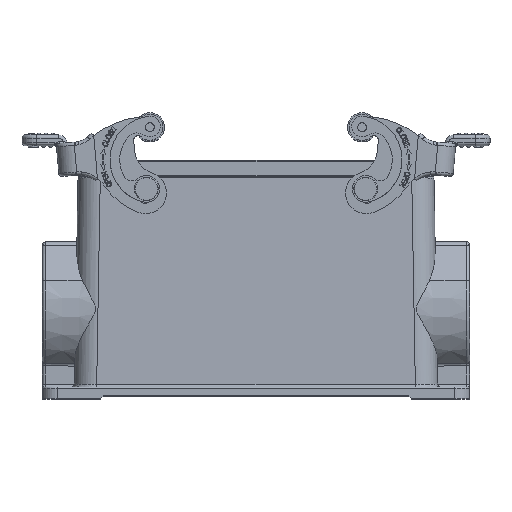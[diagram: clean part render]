
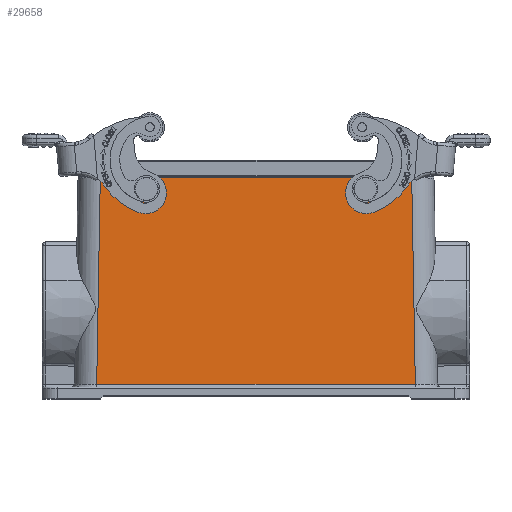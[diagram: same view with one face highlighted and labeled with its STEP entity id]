
A CAD part, top view. The second image highlights one B-rep face of the part: STEP entity #29658.
In plain terms, the highlighted planar face has unit normal (0, 0.018, 1).
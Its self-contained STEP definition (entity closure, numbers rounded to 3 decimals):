
#4190=DIRECTION('',(0.017,-1.,0.017));
#4191=VECTOR('',#4190,69.547);
#4192=CARTESIAN_POINT('',(125.51,74.509,-6.491));
#4193=LINE('',#4192,#4191);
#4194=DIRECTION('',(0.017,1.,-0.017));
#4195=VECTOR('',#4194,69.547);
#4196=CARTESIAN_POINT('',(19.277,4.983,-5.278));
#4197=LINE('',#4196,#4195);
#4198=CARTESIAN_POINT('',(33.682,70.597,-6.423));
#4199=CARTESIAN_POINT('',(33.7,70.342,-6.419));
#4200=CARTESIAN_POINT('',(33.813,69.866,-6.41));
#4201=CARTESIAN_POINT('',(34.203,69.225,-6.399));
#4202=CARTESIAN_POINT('',(34.769,68.742,-6.391));
#4203=CARTESIAN_POINT('',(35.464,68.459,-6.386));
#4204=CARTESIAN_POINT('',(35.951,68.422,-6.385));
#4205=CARTESIAN_POINT('',(36.206,68.445,-6.386));
#4207=CARTESIAN_POINT('',(36.206,68.445,-6.386));
#4208=CARTESIAN_POINT('',(36.46,68.467,-6.386));
#4209=CARTESIAN_POINT('',(36.933,68.589,-6.388));
#4210=CARTESIAN_POINT('',(37.566,68.99,-6.395));
#4211=CARTESIAN_POINT('',(38.038,69.563,-6.405));
#4212=CARTESIAN_POINT('',(38.309,70.261,-6.417));
#4213=CARTESIAN_POINT('',(38.338,70.748,-6.426));
#4214=CARTESIAN_POINT('',(38.311,71.002,-6.43));
#4216=CARTESIAN_POINT('',(38.311,71.002,-6.43));
#4217=CARTESIAN_POINT('',(38.285,71.25,-6.435));
#4218=CARTESIAN_POINT('',(38.16,71.711,-6.443));
#4219=CARTESIAN_POINT('',(37.765,72.328,-6.453));
#4220=CARTESIAN_POINT('',(37.206,72.79,-6.461));
#4221=CARTESIAN_POINT('',(36.526,73.061,-6.466));
#4222=CARTESIAN_POINT('',(36.049,73.096,-6.467));
#4223=CARTESIAN_POINT('',(35.801,73.075,-6.466));
#4225=CARTESIAN_POINT('',(35.801,73.075,-6.466));
#4226=CARTESIAN_POINT('',(35.552,73.053,-6.466));
#4227=CARTESIAN_POINT('',(35.088,72.937,-6.464));
#4228=CARTESIAN_POINT('',(34.463,72.552,-6.457));
#4229=CARTESIAN_POINT('',(33.99,72.,-6.448));
#4230=CARTESIAN_POINT('',(33.708,71.323,-6.436));
#4231=CARTESIAN_POINT('',(33.665,70.846,-6.428));
#4232=CARTESIAN_POINT('',(33.682,70.597,-6.423));
#4234=CARTESIAN_POINT('',(107.689,71.002,-6.43));
#4235=CARTESIAN_POINT('',(107.662,70.748,-6.426));
#4236=CARTESIAN_POINT('',(107.691,70.261,-6.417));
#4237=CARTESIAN_POINT('',(107.962,69.563,-6.405));
#4238=CARTESIAN_POINT('',(108.434,68.99,-6.395));
#4239=CARTESIAN_POINT('',(109.067,68.589,-6.388));
#4240=CARTESIAN_POINT('',(109.54,68.467,-6.386));
#4241=CARTESIAN_POINT('',(109.794,68.445,-6.386));
#4243=CARTESIAN_POINT('',(109.794,68.445,-6.386));
#4244=CARTESIAN_POINT('',(110.049,68.422,-6.385));
#4245=CARTESIAN_POINT('',(110.536,68.459,-6.386));
#4246=CARTESIAN_POINT('',(111.232,68.742,-6.391));
#4247=CARTESIAN_POINT('',(111.797,69.225,-6.399));
#4248=CARTESIAN_POINT('',(112.187,69.866,-6.41));
#4249=CARTESIAN_POINT('',(112.3,70.342,-6.419));
#4250=CARTESIAN_POINT('',(112.318,70.597,-6.423));
#4252=CARTESIAN_POINT('',(112.318,70.597,-6.423));
#4253=CARTESIAN_POINT('',(112.335,70.846,-6.428));
#4254=CARTESIAN_POINT('',(112.292,71.323,-6.436));
#4255=CARTESIAN_POINT('',(112.01,72.,-6.448));
#4256=CARTESIAN_POINT('',(111.537,72.553,-6.457));
#4257=CARTESIAN_POINT('',(110.912,72.937,-6.464));
#4258=CARTESIAN_POINT('',(110.448,73.053,-6.466));
#4259=CARTESIAN_POINT('',(110.199,73.075,-6.466));
#4261=CARTESIAN_POINT('',(110.199,73.075,-6.466));
#4262=CARTESIAN_POINT('',(109.951,73.096,-6.467));
#4263=CARTESIAN_POINT('',(109.474,73.061,-6.466));
#4264=CARTESIAN_POINT('',(108.794,72.79,-6.461));
#4265=CARTESIAN_POINT('',(108.234,72.328,-6.453));
#4266=CARTESIAN_POINT('',(107.84,71.711,-6.443));
#4267=CARTESIAN_POINT('',(107.715,71.25,-6.435));
#4268=CARTESIAN_POINT('',(107.689,71.002,-6.43));
#5844=DIRECTION('',(1.,0.,0.));
#5845=VECTOR('',#5844,107.447);
#5846=CARTESIAN_POINT('',(19.277,4.983,-5.278));
#5847=LINE('',#5846,#5845);
#7503=DIRECTION('',(-1.,0.,0.));
#7504=VECTOR('',#7503,105.019);
#7505=CARTESIAN_POINT('',(125.51,74.509,-6.491));
#7506=LINE('',#7505,#7504);
#20770=CARTESIAN_POINT('',(19.277,4.983,
-5.278));
#20771=CARTESIAN_POINT('',(20.49,74.509,
-6.491));
#20772=VERTEX_POINT('',#20770);
#20773=VERTEX_POINT('',#20771);
#20779=CARTESIAN_POINT('',(125.51,74.509,
-6.491));
#20780=CARTESIAN_POINT('',(126.723,4.983,
-5.278));
#20781=VERTEX_POINT('',#20779);
#20782=VERTEX_POINT('',#20780);
#20783=VERTEX_POINT('',#4198);
#20784=VERTEX_POINT('',#4205);
#20785=VERTEX_POINT('',#4214);
#20786=VERTEX_POINT('',#4223);
#20787=VERTEX_POINT('',#4234);
#20788=VERTEX_POINT('',#4241);
#20789=VERTEX_POINT('',#4250);
#20790=VERTEX_POINT('',#4259);
#29624=CARTESIAN_POINT('',(73.,39.746,
-5.885));
#29625=DIRECTION('',(0.,0.017,1.));
#29626=DIRECTION('',(0.,-1.,0.017));
#29627=AXIS2_PLACEMENT_3D('',#29624,#29625,#29626);
#29628=PLANE('',#29627);
#29630=ORIENTED_EDGE('',*,*,#29629,.T.);
#29632=ORIENTED_EDGE('',*,*,#29631,.F.);
#29633=ORIENTED_EDGE('',*,*,#29606,.T.);
#29635=ORIENTED_EDGE('',*,*,#29634,.F.);
#29636=EDGE_LOOP('',(#29630,#29632,#29633,#29635));
#29637=FACE_OUTER_BOUND('',#29636,.F.);
#29639=ORIENTED_EDGE('',*,*,#29638,.T.);
#29641=ORIENTED_EDGE('',*,*,#29640,.T.);
#29643=ORIENTED_EDGE('',*,*,#29642,.T.);
#29645=ORIENTED_EDGE('',*,*,#29644,.T.);
#29646=EDGE_LOOP('',(#29639,#29641,#29643,#29645));
#29647=FACE_BOUND('',#29646,.F.);
#29649=ORIENTED_EDGE('',*,*,#29648,.T.);
#29651=ORIENTED_EDGE('',*,*,#29650,.T.);
#29653=ORIENTED_EDGE('',*,*,#29652,.T.);
#29655=ORIENTED_EDGE('',*,*,#29654,.T.);
#29656=EDGE_LOOP('',(#29649,#29651,#29653,#29655));
#29657=FACE_BOUND('',#29656,.F.);
#4206=B_SPLINE_CURVE_WITH_KNOTS('',3,(#4198,#4199,#4200,#4201,#4202,#4203,#4204,
#4205),.UNSPECIFIED.,.F.,.F.,(4,1,1,1,1,4),(0.,0.2,0.4,0.6,0.8,1.),
.UNSPECIFIED.);
#4215=B_SPLINE_CURVE_WITH_KNOTS('',3,(#4207,#4208,#4209,#4210,#4211,#4212,#4213,
#4214),.UNSPECIFIED.,.F.,.F.,(4,1,1,1,1,4),(0.,0.2,0.4,0.6,0.8,1.),
.UNSPECIFIED.);
#4224=B_SPLINE_CURVE_WITH_KNOTS('',3,(#4216,#4217,#4218,#4219,#4220,#4221,#4222,
#4223),.UNSPECIFIED.,.F.,.F.,(4,1,1,1,1,4),(0.,0.2,0.4,0.6,0.8,1.),
.UNSPECIFIED.);
#4233=B_SPLINE_CURVE_WITH_KNOTS('',3,(#4225,#4226,#4227,#4228,#4229,#4230,#4231,
#4232),.UNSPECIFIED.,.F.,.F.,(4,1,1,1,1,4),(0.,0.2,0.4,0.6,0.8,1.),
.UNSPECIFIED.);
#4242=B_SPLINE_CURVE_WITH_KNOTS('',3,(#4234,#4235,#4236,#4237,#4238,#4239,#4240,
#4241),.UNSPECIFIED.,.F.,.F.,(4,1,1,1,1,4),(0.,0.2,0.4,0.6,0.8,1.),
.UNSPECIFIED.);
#4251=B_SPLINE_CURVE_WITH_KNOTS('',3,(#4243,#4244,#4245,#4246,#4247,#4248,#4249,
#4250),.UNSPECIFIED.,.F.,.F.,(4,1,1,1,1,4),(0.,0.2,0.4,0.6,0.8,1.),
.UNSPECIFIED.);
#4260=B_SPLINE_CURVE_WITH_KNOTS('',3,(#4252,#4253,#4254,#4255,#4256,#4257,#4258,
#4259),.UNSPECIFIED.,.F.,.F.,(4,1,1,1,1,4),(0.,0.2,0.4,0.6,0.8,1.),
.UNSPECIFIED.);
#4269=B_SPLINE_CURVE_WITH_KNOTS('',3,(#4261,#4262,#4263,#4264,#4265,#4266,#4267,
#4268),.UNSPECIFIED.,.F.,.F.,(4,1,1,1,1,4),(0.,0.2,0.4,0.6,0.8,1.),
.UNSPECIFIED.);
#29606=EDGE_CURVE('',#20772,#20773,#4197,.T.);
#29629=EDGE_CURVE('',#20781,#20782,#4193,.T.);
#29631=EDGE_CURVE('',#20772,#20782,#5847,.T.);
#29634=EDGE_CURVE('',#20781,#20773,#7506,.T.);
#29638=EDGE_CURVE('',#20783,#20784,#4206,.T.);
#29640=EDGE_CURVE('',#20784,#20785,#4215,.T.);
#29642=EDGE_CURVE('',#20785,#20786,#4224,.T.);
#29644=EDGE_CURVE('',#20786,#20783,#4233,.T.);
#29648=EDGE_CURVE('',#20787,#20788,#4242,.T.);
#29650=EDGE_CURVE('',#20788,#20789,#4251,.T.);
#29652=EDGE_CURVE('',#20789,#20790,#4260,.T.);
#29654=EDGE_CURVE('',#20790,#20787,#4269,.T.);
#29658=ADVANCED_FACE('',(#29637,#29647,#29657),#29628,.T.);
